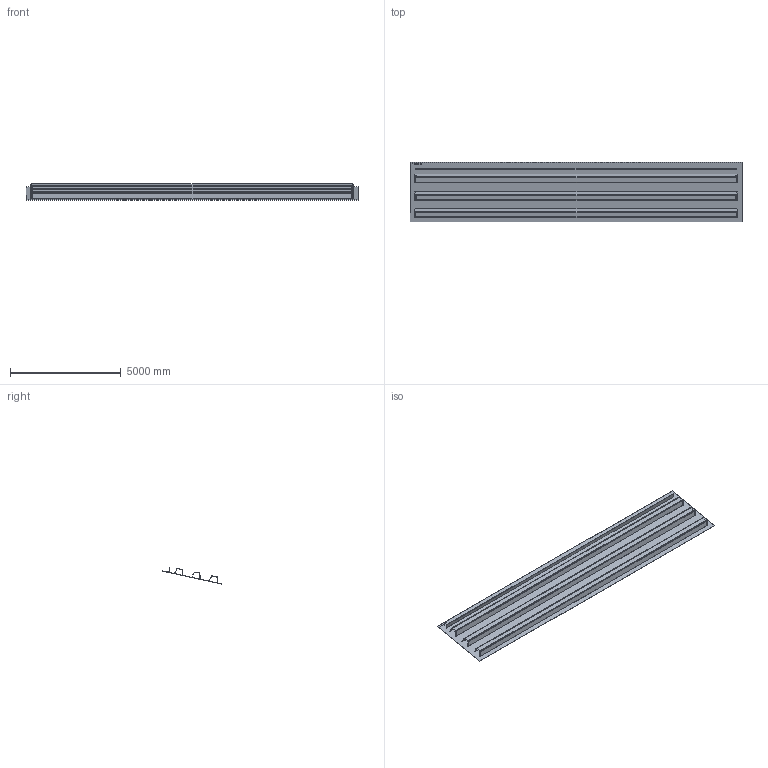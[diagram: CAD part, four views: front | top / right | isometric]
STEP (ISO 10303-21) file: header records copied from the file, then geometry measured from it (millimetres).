
FILE_DESCRIPTION(('FreeCAD Model'),'2;1');
FILE_NAME('Open CASCADE Shape Model','2023-03-15T08:41:33',('Author'),( ''),'Open CASCADE STEP processor 7.5','FreeCAD','Unknown');
FILE_SCHEMA(('AUTOMOTIVE_DESIGN { 1 0 10303 214 1 1 1 1 }'));
Length unit declared in the file: millimetre
Products named in the file (13): Undefined002; 底板010; 底板009; 底板008; 底板007; 底板006; 底板005; 底板004; 底板003; 底板002; 底板001; 底板; PLATE
Assembly tree (12 placements, depth 2):
  Undefined002
    底板010
    底板009
    底板008
    底板007
    底板006
    底板005
    底板004
    底板003
    底板002
    底板001
    底板
    PLATE
Bounding box: 15000 x 2702.34 x 723.73 mm (x, y, z)
Volume: 743752635.2 mm3; surface area: 157096577.2 mm2
Topology: 12 solids, 12 shells, 231 faces, 621 edges, 414 vertices
Faces by surface type: plane 231
Entity records: 15475 total; most frequent: CARTESIAN_POINT 2521, DIRECTION 2351, LINE 1863, VECTOR 1863, ORIENTED_EDGE 1242, PCURVE 1242, DEFINITIONAL_REPRESENTATION 1242, EDGE_CURVE 621
